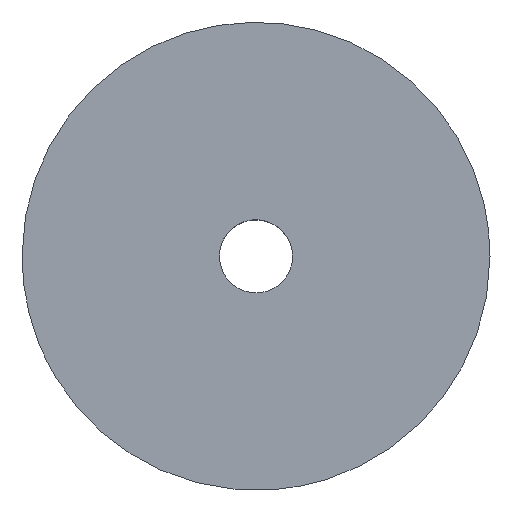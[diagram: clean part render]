
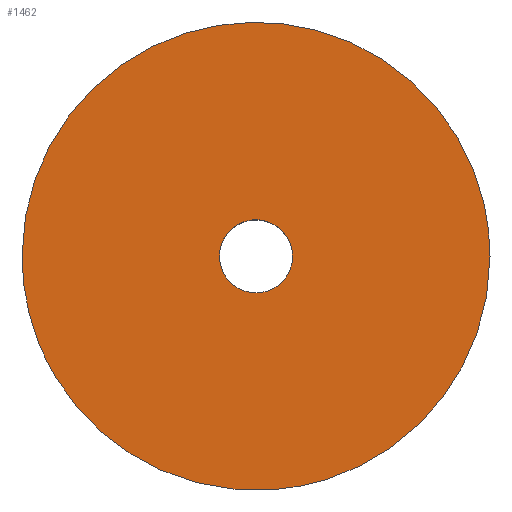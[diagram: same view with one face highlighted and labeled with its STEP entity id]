
A CAD part, top view. The second image highlights one B-rep face of the part: STEP entity #1462.
In plain terms, the highlighted free-form (B-spline) face has degree [1, 1] with [2, 2] control points.
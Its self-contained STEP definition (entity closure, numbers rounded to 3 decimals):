
#526=CARTESIAN_POINT('',(1.255,-15.951,15.));
#527=VERTEX_POINT('',#526);
#533=CARTESIAN_POINT('',(-14.878,-5.886,15.));
#534=VERTEX_POINT('',#533);
#535=CARTESIAN_POINT('',(1.255,-15.951,15.));
#536=CARTESIAN_POINT('',(0.629,-16.,15.));
#537=CARTESIAN_POINT('',(0.,-16.,15.));
#538=CARTESIAN_POINT('',(-10.876,-16.,15.));
#539=CARTESIAN_POINT('',(-14.878,-5.886,15.));
#547=(BOUNDED_CURVE()B_SPLINE_CURVE(2,(#535,#536,#537,#538,#539),.UNSPECIFIED.,.F.,.U.)B_SPLINE_CURVE_WITH_KNOTS((3,2,3),(0.736,0.75,0.938),.UNSPECIFIED.)CURVE()GEOMETRIC_REPRESENTATION_ITEM()RATIONAL_B_SPLINE_CURVE((0.97,0.984,1.0,0.78,0.89))REPRESENTATION_ITEM(''));
#548=EDGE_CURVE('',#527,#534,#547,.T.);
#600=CARTESIAN_POINT('',(-16.0,0.0,15.0));
#601=VERTEX_POINT('',#600);
#602=CARTESIAN_POINT('',(-14.878,-5.886,15.));
#603=CARTESIAN_POINT('',(-16.,-3.05,15.));
#604=CARTESIAN_POINT('',(-16.0,0.0,15.0));
#612=(BOUNDED_CURVE()B_SPLINE_CURVE(2,(#602,#603,#604),.UNSPECIFIED.,.F.,.U.)B_SPLINE_CURVE_WITH_KNOTS((3,3),(0.938,1.0),.UNSPECIFIED.)CURVE()GEOMETRIC_REPRESENTATION_ITEM()RATIONAL_B_SPLINE_CURVE((0.89,0.927,1.0))REPRESENTATION_ITEM(''));
#613=EDGE_CURVE('',#534,#601,#612,.T.);
#615=CARTESIAN_POINT('',(16.0,0.0,15.0));
#616=VERTEX_POINT('',#615);
#617=CARTESIAN_POINT('',(-16.0,0.0,15.0));
#618=CARTESIAN_POINT('',(-16.,16.,15.));
#619=CARTESIAN_POINT('',(0.0,16.0,15.0));
#620=CARTESIAN_POINT('',(16.,16.,15.));
#621=CARTESIAN_POINT('',(16.0,0.0,15.0));
#629=(BOUNDED_CURVE()B_SPLINE_CURVE(2,(#617,#618,#619,#620,#621),.UNSPECIFIED.,.F.,.U.)B_SPLINE_CURVE_WITH_KNOTS((3,2,3),(0.0,0.25,0.5),.UNSPECIFIED.)CURVE()GEOMETRIC_REPRESENTATION_ITEM()RATIONAL_B_SPLINE_CURVE((1.0,0.707,1.0,0.707,1.0))REPRESENTATION_ITEM(''));
#630=EDGE_CURVE('',#601,#616,#629,.T.);
#632=CARTESIAN_POINT('',(16.0,0.0,15.0));
#633=CARTESIAN_POINT('',(16.,-14.79,15.));
#634=CARTESIAN_POINT('',(1.255,-15.951,15.));
#642=(BOUNDED_CURVE()B_SPLINE_CURVE(2,(#632,#633,#634),.UNSPECIFIED.,.F.,.U.)B_SPLINE_CURVE_WITH_KNOTS((3,3),(0.5,0.736),.UNSPECIFIED.)CURVE()GEOMETRIC_REPRESENTATION_ITEM()RATIONAL_B_SPLINE_CURVE((1.0,0.723,0.97))REPRESENTATION_ITEM(''));
#643=EDGE_CURVE('',#616,#527,#642,.T.);
#731=CARTESIAN_POINT('',(-0.295,2.483,15.0));
#732=VERTEX_POINT('',#731);
#733=CARTESIAN_POINT('',(2.5,0.0,15.0));
#734=VERTEX_POINT('',#733);
#735=CARTESIAN_POINT('',(-0.295,2.483,15.));
#736=CARTESIAN_POINT('',(-0.148,2.5,15.));
#737=CARTESIAN_POINT('',(0.0,2.5,15.0));
#738=CARTESIAN_POINT('',(2.5,2.5,15.));
#739=CARTESIAN_POINT('',(2.5,0.0,15.0));
#747=(BOUNDED_CURVE()B_SPLINE_CURVE(2,(#735,#736,#737,#738,#739),.UNSPECIFIED.,.F.,.U.)B_SPLINE_CURVE_WITH_KNOTS((3,2,3),(0.23,0.25,0.5),.UNSPECIFIED.)CURVE()GEOMETRIC_REPRESENTATION_ITEM()RATIONAL_B_SPLINE_CURVE((0.956,0.976,1.0,0.707,1.0))REPRESENTATION_ITEM(''));
#748=EDGE_CURVE('',#732,#734,#747,.T.);
#789=CARTESIAN_POINT('',(0.153,-2.495,15.0));
#790=VERTEX_POINT('',#789);
#796=CARTESIAN_POINT('',(2.5,0.0,15.0));
#797=CARTESIAN_POINT('',(2.5,-2.352,15.));
#798=CARTESIAN_POINT('',(0.153,-2.495,15.));
#806=(BOUNDED_CURVE()B_SPLINE_CURVE(2,(#796,#797,#798),.UNSPECIFIED.,.F.,.U.)B_SPLINE_CURVE_WITH_KNOTS((3,3),(0.5,0.739),.UNSPECIFIED.)CURVE()GEOMETRIC_REPRESENTATION_ITEM()RATIONAL_B_SPLINE_CURVE((1.0,0.72,0.976))REPRESENTATION_ITEM(''));
#807=EDGE_CURVE('',#734,#790,#806,.T.);
#830=CARTESIAN_POINT('',(-2.5,0.0,15.0));
#831=VERTEX_POINT('',#830);
#832=CARTESIAN_POINT('',(-2.5,0.0,15.0));
#833=CARTESIAN_POINT('',(-2.5,2.22,15.));
#834=CARTESIAN_POINT('',(-0.295,2.483,15.));
#842=(BOUNDED_CURVE()B_SPLINE_CURVE(2,(#832,#833,#834),.UNSPECIFIED.,.F.,.U.)B_SPLINE_CURVE_WITH_KNOTS((3,3),(0.0,0.23),.UNSPECIFIED.)CURVE()GEOMETRIC_REPRESENTATION_ITEM()RATIONAL_B_SPLINE_CURVE((1.0,0.731,0.956))REPRESENTATION_ITEM(''));
#843=EDGE_CURVE('',#831,#732,#842,.T.);
#845=CARTESIAN_POINT('',(0.153,-2.495,15.));
#846=CARTESIAN_POINT('',(0.076,-2.5,15.));
#847=CARTESIAN_POINT('',(0.0,-2.5,15.0));
#848=CARTESIAN_POINT('',(-2.5,-2.5,15.));
#849=CARTESIAN_POINT('',(-2.5,0.0,15.0));
#857=(BOUNDED_CURVE()B_SPLINE_CURVE(2,(#845,#846,#847,#848,#849),.UNSPECIFIED.,.F.,.U.)B_SPLINE_CURVE_WITH_KNOTS((3,2,3),(0.739,0.75,1.0),.UNSPECIFIED.)CURVE()GEOMETRIC_REPRESENTATION_ITEM()RATIONAL_B_SPLINE_CURVE((0.976,0.988,1.0,0.707,1.0))REPRESENTATION_ITEM(''));
#858=EDGE_CURVE('',#790,#831,#857,.T.);
#1445=CARTESIAN_POINT('',(17.598,-17.598,15.0));
#1446=CARTESIAN_POINT('',(-17.598,-17.598,15.0));
#1447=CARTESIAN_POINT('',(17.598,17.598,15.0));
#1448=CARTESIAN_POINT('',(-17.598,17.598,15.0));
#1449=B_SPLINE_SURFACE_WITH_KNOTS('',1,1,((#1445,#1447),(#1446,#1448)),.UNSPECIFIED.,.F.,.F.,.U.,(2,2),(2,2),(0.0,35.197),(0.0,35.196),.UNSPECIFIED.);
#1450=ORIENTED_EDGE('',*,*,#613,.F.);
#1451=ORIENTED_EDGE('',*,*,#548,.F.);
#1452=ORIENTED_EDGE('',*,*,#643,.F.);
#1453=ORIENTED_EDGE('',*,*,#630,.F.);
#1454=EDGE_LOOP('',(#1450,#1451,#1452,#1453));
#1455=FACE_OUTER_BOUND('',#1454,.T.);
#1456=ORIENTED_EDGE('',*,*,#807,.T.);
#1457=ORIENTED_EDGE('',*,*,#858,.T.);
#1458=ORIENTED_EDGE('',*,*,#843,.T.);
#1459=ORIENTED_EDGE('',*,*,#748,.T.);
#1460=EDGE_LOOP('',(#1456,#1457,#1458,#1459));
#1461=FACE_BOUND('',#1460,.T.);
#1462=ADVANCED_FACE('',(#1455,#1461),#1449,.F.);
